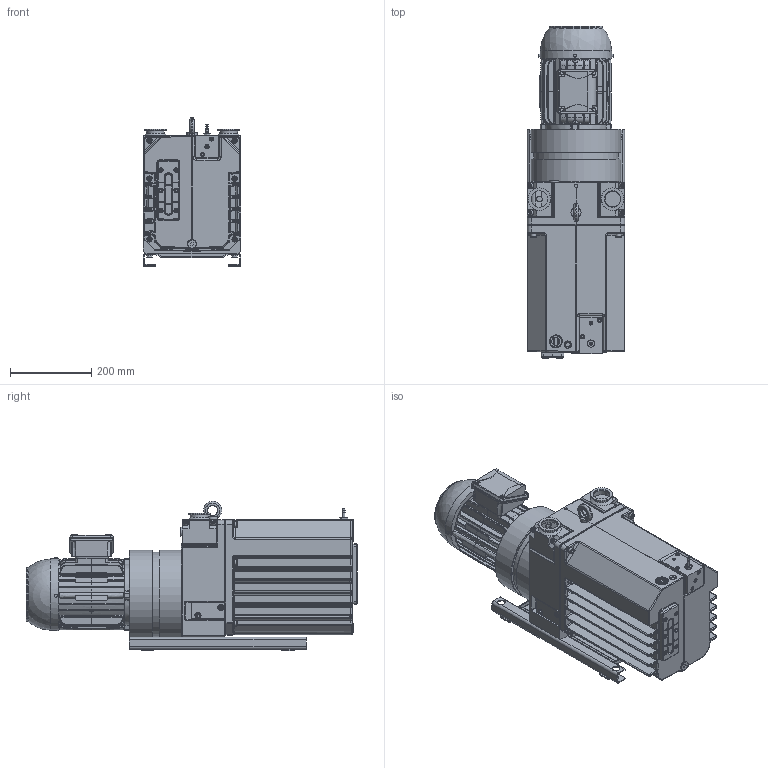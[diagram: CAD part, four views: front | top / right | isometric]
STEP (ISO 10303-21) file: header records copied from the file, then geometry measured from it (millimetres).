
FILE_DESCRIPTION(/* description */ ('-'),/* implementation_level */ '2;1');
FILE_NAME(/* name */ 'PK 900 483 E_SW-T-PK900483E_SW.stp',/* time_stamp */ '2025-11-12T13:23:27+01:00',/* author */ ('dennis.funk'),/* organization */ (''),/* preprocessor_version */ 'ST-DEVELOPER v18.1',/* originating_system */ 'Autodesk Inventor 2021',/* authorisation */ '');
FILE_SCHEMA (('AUTOMOTIVE_DESIGN { 1 0 10303 214 3 1 1 }'));
Products named in the file (1): PK900483E_SW
Bounding box: 240.42 x 818.96 x 368.2 mm (x, y, z)
Volume: 21864988 mm3; surface area: 2037113 mm2
Topology: 1 solids, 6 shells, 3854 faces, 9565 edges, 5906 vertices
Faces by surface type: plane 1861, cylinder 980, bspline 616, cone 208, torus 119, sphere 70
Full cylindrical faces by diameter (mm): 1.2 x2, 3 x1, 4 x1, 4.6 x1, 4.917 x2, 5 x3, 5.9 x1, 6 x16, 6.647 x4, 6.7 x6, 7 x5, 7.5 x7, 8 x14, 8.376 x1, 8.5 x2, 8.7 x4, 9 x18, 9.188 x1, 10 x10, 10.1 x1, 10.5 x2, 11 x6, 11.2 x6, 11.445 x1, 11.45 x1, 12 x1, 13 x24, 14 x2, 15 x10, 17 x1
Entity records: 143179 total; most frequent: CARTESIAN_POINT 50441, ORIENTED_EDGE 18980, DIRECTION 17853, EDGE_CURVE 9490, AXIS2_PLACEMENT_3D 6435, VERTEX_POINT 5906, LINE 4983, VECTOR 4983
